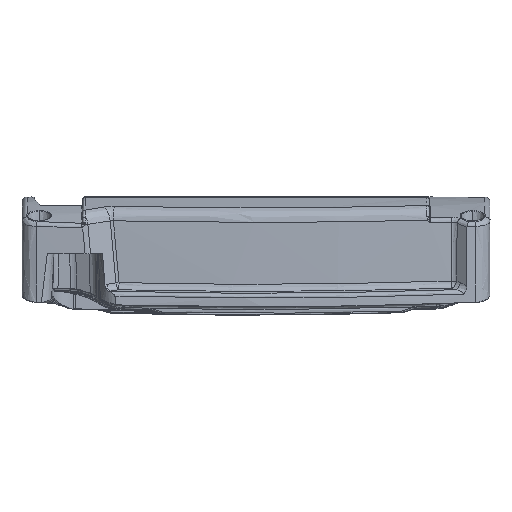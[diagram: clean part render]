
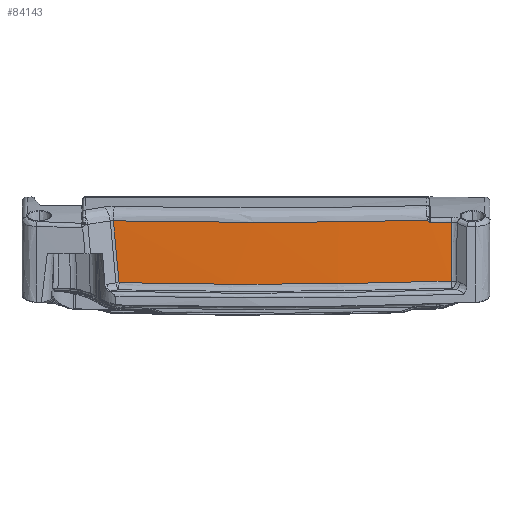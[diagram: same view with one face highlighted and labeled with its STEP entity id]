
A CAD part, top view. The second image highlights one B-rep face of the part: STEP entity #84143.
In plain terms, the highlighted conical face has half-angle 1 degrees and reference radius 1001.87 mm.
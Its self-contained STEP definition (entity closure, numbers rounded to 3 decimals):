
#6447=CARTESIAN_POINT('',(-53.637,67.847,40.231));
#6448=CARTESIAN_POINT('',(-49.206,67.754,40.47));
#6449=CARTESIAN_POINT('',(-40.595,67.594,40.875));
#6450=CARTESIAN_POINT('',(-28.73,67.429,41.286));
#6451=CARTESIAN_POINT('',(-17.05,67.321,41.554));
#6452=CARTESIAN_POINT('',(-5.635,67.268,41.684));
#6453=CARTESIAN_POINT('',(5.693,67.268,41.683));
#6454=CARTESIAN_POINT('',(17.04,67.321,41.554));
#6455=CARTESIAN_POINT('',(28.506,67.427,41.292));
#6456=CARTESIAN_POINT('',(40.184,67.588,40.889));
#6457=CARTESIAN_POINT('',(52.175,67.808,40.334));
#6458=CARTESIAN_POINT('',(60.43,67.994,39.85));
#6459=CARTESIAN_POINT('',(64.618,68.098,39.577));
#6464=CARTESIAN_POINT('',(64.618,68.098,39.577));
#6465=CARTESIAN_POINT('',(64.685,67.991,39.575));
#6466=CARTESIAN_POINT('',(64.827,67.798,39.569));
#6467=CARTESIAN_POINT('',(65.052,67.551,39.559));
#6468=CARTESIAN_POINT('',(65.259,67.352,39.549));
#6469=CARTESIAN_POINT('',(65.393,67.232,39.542));
#6470=CARTESIAN_POINT('',(65.458,67.175,39.539));
#6475=CARTESIAN_POINT('',(65.458,67.175,39.539));
#6476=CARTESIAN_POINT('',(66.757,67.212,39.453));
#6477=CARTESIAN_POINT('',(69.393,67.289,39.274));
#6478=CARTESIAN_POINT('',(72.103,67.372,39.079));
#6479=CARTESIAN_POINT('',(73.476,67.415,38.977));
#6484=CARTESIAN_POINT('',(73.348,45.203,39.375));
#6485=CARTESIAN_POINT('',(73.361,47.486,39.334));
#6486=CARTESIAN_POINT('',(73.388,52.175,39.25));
#6487=CARTESIAN_POINT('',(73.43,59.472,39.119));
#6488=CARTESIAN_POINT('',(73.461,64.716,39.025));
#6489=CARTESIAN_POINT('',(73.476,67.415,38.977));
#6494=CARTESIAN_POINT('',(-51.506,44.597,40.749));
#6495=CARTESIAN_POINT('',(-47.384,44.501,40.963));
#6496=CARTESIAN_POINT('',(-39.295,44.334,41.331));
#6497=CARTESIAN_POINT('',(-27.683,44.155,41.721));
#6498=CARTESIAN_POINT('',(-16.429,44.04,41.969));
#6499=CARTESIAN_POINT('',(-5.439,43.984,42.089));
#6500=CARTESIAN_POINT('',(5.398,43.984,42.089));
#6501=CARTESIAN_POINT('',(16.19,44.038,41.972));
#6502=CARTESIAN_POINT('',(27.046,44.148,41.736));
#6503=CARTESIAN_POINT('',(38.072,44.313,41.376));
#6504=CARTESIAN_POINT('',(49.378,44.539,40.879));
#6505=CARTESIAN_POINT('',(61.06,44.829,40.231));
#6506=CARTESIAN_POINT('',(69.2,45.07,39.682));
#6507=CARTESIAN_POINT('',(73.348,45.203,39.375));
#6512=CARTESIAN_POINT('',(-51.506,44.597,40.749));
#6513=CARTESIAN_POINT('',(-51.727,47.002,40.696));
#6514=CARTESIAN_POINT('',(-52.18,51.929,40.586));
#6515=CARTESIAN_POINT('',(-52.88,59.571,40.416));
#6516=CARTESIAN_POINT('',(-53.38,65.037,40.294));
#6517=CARTESIAN_POINT('',(-53.637,67.847,40.231));
#6569=CARTESIAN_POINT('',(-53.637,67.847,40.231));
#6664=CARTESIAN_POINT('',(73.476,67.415,38.977));
#70333=CARTESIAN_POINT('',(73.348,45.203,39.375));
#70334=VERTEX_POINT('',#70333);
#70336=VERTEX_POINT('',#6494);
#70370=VERTEX_POINT('',#6664);
#70378=VERTEX_POINT('',#6569);
#70397=VERTEX_POINT('',#6459);
#70400=VERTEX_POINT('',#6475);
#84125=CARTESIAN_POINT('',(0.,56.041,-960.));
#84126=DIRECTION('',(0.,-1.,0.));
#84127=DIRECTION('',(0.,0.,-1.));
#84128=AXIS2_PLACEMENT_3D('',#84125,#84126,#84127);
#84129=CONICAL_SURFACE('',#84128,1001.874,1.);
#84131=ORIENTED_EDGE('',*,*,#84130,.T.);
#84132=ORIENTED_EDGE('',*,*,#84118,.T.);
#84134=ORIENTED_EDGE('',*,*,#84133,.T.);
#84136=ORIENTED_EDGE('',*,*,#84135,.F.);
#84138=ORIENTED_EDGE('',*,*,#84137,.F.);
#84140=ORIENTED_EDGE('',*,*,#84139,.T.);
#84141=EDGE_LOOP('',(#84131,#84132,#84134,#84136,#84138,#84140));
#84142=FACE_OUTER_BOUND('',#84141,.F.);
#84143=ADVANCED_FACE('',(#84142),#84129,.T.);
#6460=B_SPLINE_CURVE_WITH_KNOTS('',3,(#6447,#6448,#6449,#6450,#6451,#6452,#6453,
#6454,#6455,#6456,#6457,#6458,#6459),.UNSPECIFIED.,.F.,.F.,(4,1,1,1,1,1,1,1,1,1,
4),(0.,0.1,0.2,0.3,0.4,0.5,0.6,0.7,0.8,0.9,1.),
.UNSPECIFIED.);
#6471=B_SPLINE_CURVE_WITH_KNOTS('',3,(#6464,#6465,#6466,#6467,#6468,#6469,
#6470),.UNSPECIFIED.,.F.,.F.,(4,1,1,1,4),(0.,0.25,0.5,0.75,1.),
.UNSPECIFIED.);
#6480=B_SPLINE_CURVE_WITH_KNOTS('',3,(#6475,#6476,#6477,#6478,#6479),
.UNSPECIFIED.,.F.,.F.,(4,1,4),(0.,0.5,1.),.UNSPECIFIED.);
#6490=B_SPLINE_CURVE_WITH_KNOTS('',3,(#6484,#6485,#6486,#6487,#6488,#6489),
.UNSPECIFIED.,.F.,.F.,(4,1,1,4),(0.,0.333,0.667,1.),
.UNSPECIFIED.);
#6508=B_SPLINE_CURVE_WITH_KNOTS('',3,(#6494,#6495,#6496,#6497,#6498,#6499,#6500,
#6501,#6502,#6503,#6504,#6505,#6506,#6507),.UNSPECIFIED.,.F.,.F.,(4,1,1,1,1,1,1,
1,1,1,1,4),(0.,0.091,0.182,0.273,
0.364,0.455,0.545,0.636,
0.727,0.818,0.909,1.),.UNSPECIFIED.);
#6518=B_SPLINE_CURVE_WITH_KNOTS('',3,(#6512,#6513,#6514,#6515,#6516,#6517),
.UNSPECIFIED.,.F.,.F.,(4,1,1,4),(0.,0.333,0.667,1.),
.UNSPECIFIED.);
#84118=EDGE_CURVE('',#70397,#70400,#6471,.T.);
#84130=EDGE_CURVE('',#70378,#70397,#6460,.T.);
#84133=EDGE_CURVE('',#70400,#70370,#6480,.T.);
#84135=EDGE_CURVE('',#70334,#70370,#6490,.T.);
#84137=EDGE_CURVE('',#70336,#70334,#6508,.T.);
#84139=EDGE_CURVE('',#70336,#70378,#6518,.T.);
